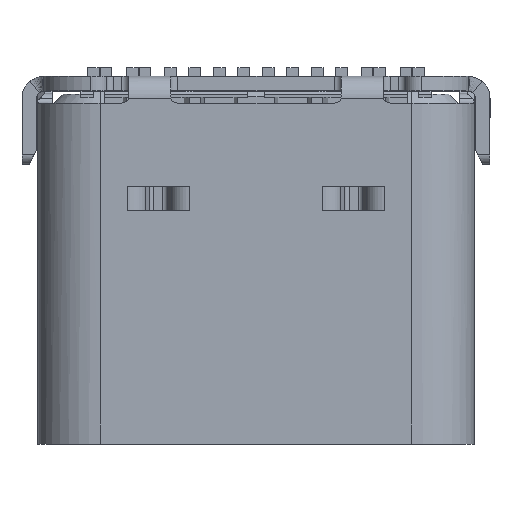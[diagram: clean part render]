
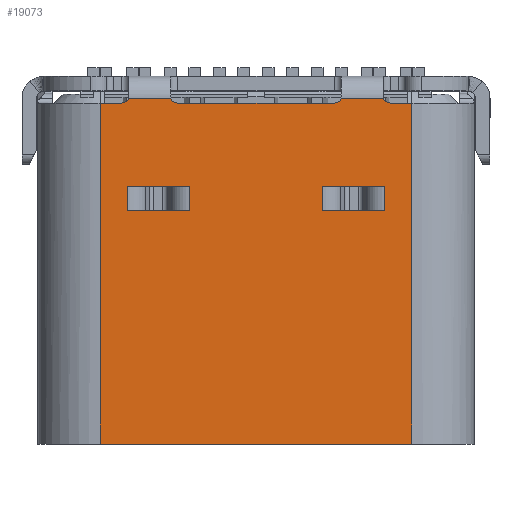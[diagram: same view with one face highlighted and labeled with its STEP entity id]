
A CAD part, top view. The second image highlights one B-rep face of the part: STEP entity #19073.
In plain terms, the highlighted planar face has unit normal (0, 0, 1).
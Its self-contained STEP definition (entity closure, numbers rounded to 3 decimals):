
#445=CIRCLE('',#20499,0.15);
#447=CIRCLE('',#20502,0.15);
#588=CIRCLE('',#20685,0.15);
#589=CIRCLE('',#20686,0.15);
#4834=ORIENTED_EDGE('',*,*,#8769,.F.);
#4835=ORIENTED_EDGE('',*,*,#8770,.F.);
#4836=ORIENTED_EDGE('',*,*,#8771,.F.);
#4837=ORIENTED_EDGE('',*,*,#8582,.F.);
#4838=ORIENTED_EDGE('',*,*,#8772,.F.);
#4839=ORIENTED_EDGE('',*,*,#8773,.F.);
#4840=ORIENTED_EDGE('',*,*,#8774,.T.);
#4841=ORIENTED_EDGE('',*,*,#8585,.F.);
#4842=ORIENTED_EDGE('',*,*,#8513,.F.);
#4843=ORIENTED_EDGE('',*,*,#8775,.F.);
#4844=ORIENTED_EDGE('',*,*,#8776,.F.);
#4845=ORIENTED_EDGE('',*,*,#8777,.F.);
#4846=ORIENTED_EDGE('',*,*,#8516,.F.);
#4847=ORIENTED_EDGE('',*,*,#8778,.F.);
#4848=ORIENTED_EDGE('',*,*,#8779,.F.);
#4849=ORIENTED_EDGE('',*,*,#8780,.T.);
#4850=ORIENTED_EDGE('',*,*,#8781,.F.);
#4851=ORIENTED_EDGE('',*,*,#8782,.T.);
#4852=ORIENTED_EDGE('',*,*,#8525,.F.);
#4853=ORIENTED_EDGE('',*,*,#8767,.T.);
#4854=ORIENTED_EDGE('',*,*,#8717,.T.);
#4855=ORIENTED_EDGE('',*,*,#8783,.F.);
#4856=ORIENTED_EDGE('',*,*,#8703,.F.);
#4857=ORIENTED_EDGE('',*,*,#8375,.T.);
#4858=ORIENTED_EDGE('',*,*,#8784,.F.);
#4859=ORIENTED_EDGE('',*,*,#8785,.T.);
#4860=ORIENTED_EDGE('',*,*,#8706,.F.);
#4861=ORIENTED_EDGE('',*,*,#8379,.T.);
#8375=EDGE_CURVE('',#10627,#10626,#445,.T.);
#8379=EDGE_CURVE('',#10631,#10630,#447,.T.);
#8513=EDGE_CURVE('',#10756,#10755,#12870,.T.);
#8516=EDGE_CURVE('',#10758,#10757,#12873,.T.);
#8525=EDGE_CURVE('',#10766,#10767,#12878,.F.);
#8582=EDGE_CURVE('',#10815,#10814,#12915,.T.);
#8585=EDGE_CURVE('',#10817,#10816,#12918,.T.);
#8703=EDGE_CURVE('',#10627,#10914,#12980,.F.);
#8706=EDGE_CURVE('',#10631,#10915,#12982,.F.);
#8717=EDGE_CURVE('',#10925,#10924,#12988,.F.);
#8767=EDGE_CURVE('',#10766,#10925,#13012,.T.);
#8769=EDGE_CURVE('',#10967,#10817,#13013,.T.);
#8770=EDGE_CURVE('',#10968,#10967,#13014,.T.);
#8771=EDGE_CURVE('',#10814,#10968,#13015,.T.);
#8772=EDGE_CURVE('',#10969,#10815,#13016,.T.);
#8773=EDGE_CURVE('',#10970,#10969,#13017,.T.);
#8774=EDGE_CURVE('',#10970,#10816,#13018,.T.);
#8775=EDGE_CURVE('',#10971,#10756,#13019,.T.);
#8776=EDGE_CURVE('',#10972,#10971,#13020,.T.);
#8777=EDGE_CURVE('',#10757,#10972,#13021,.T.);
#8778=EDGE_CURVE('',#10973,#10758,#13022,.T.);
#8779=EDGE_CURVE('',#10974,#10973,#13023,.T.);
#8780=EDGE_CURVE('',#10974,#10755,#13024,.T.);
#8781=EDGE_CURVE('',#10975,#10630,#13025,.T.);
#8782=EDGE_CURVE('',#10975,#10767,#588,.T.);
#8783=EDGE_CURVE('',#10914,#10924,#13026,.F.);
#8784=EDGE_CURVE('',#10976,#10626,#13027,.T.);
#8785=EDGE_CURVE('',#10976,#10915,#589,.T.);
#10626=VERTEX_POINT('',#30123);
#10627=VERTEX_POINT('',#30125);
#10630=VERTEX_POINT('',#30132);
#10631=VERTEX_POINT('',#30134);
#10755=VERTEX_POINT('',#30397);
#10756=VERTEX_POINT('',#30399);
#10757=VERTEX_POINT('',#30403);
#10758=VERTEX_POINT('',#30405);
#10766=VERTEX_POINT('',#30424);
#10767=VERTEX_POINT('',#30426);
#10814=VERTEX_POINT('',#30533);
#10815=VERTEX_POINT('',#30535);
#10816=VERTEX_POINT('',#30539);
#10817=VERTEX_POINT('',#30541);
#10914=VERTEX_POINT('',#30781);
#10915=VERTEX_POINT('',#30785);
#10924=VERTEX_POINT('',#30806);
#10925=VERTEX_POINT('',#30808);
#10967=VERTEX_POINT('',#30917);
#10968=VERTEX_POINT('',#30919);
#10969=VERTEX_POINT('',#30922);
#10970=VERTEX_POINT('',#30924);
#10971=VERTEX_POINT('',#30927);
#10972=VERTEX_POINT('',#30929);
#10973=VERTEX_POINT('',#30932);
#10974=VERTEX_POINT('',#30934);
#10975=VERTEX_POINT('',#30937);
#10976=VERTEX_POINT('',#30941);
#12870=LINE('',#30400,#15059);
#12873=LINE('',#30406,#15062);
#12878=LINE('',#30425,#15067);
#12915=LINE('',#30536,#15104);
#12918=LINE('',#30542,#15107);
#12980=LINE('',#30780,#15169);
#12982=LINE('',#30786,#15171);
#12988=LINE('',#30807,#15177);
#13012=LINE('',#30910,#15201);
#13013=LINE('',#30916,#15202);
#13014=LINE('',#30918,#15203);
#13015=LINE('',#30920,#15204);
#13016=LINE('',#30921,#15205);
#13017=LINE('',#30923,#15206);
#13018=LINE('',#30925,#15207);
#13019=LINE('',#30926,#15208);
#13020=LINE('',#30928,#15209);
#13021=LINE('',#30930,#15210);
#13022=LINE('',#30931,#15211);
#13023=LINE('',#30933,#15212);
#13024=LINE('',#30935,#15213);
#13025=LINE('',#30936,#15214);
#13026=LINE('',#30939,#15215);
#13027=LINE('',#30940,#15216);
#15059=VECTOR('',#24616,1000.);
#15062=VECTOR('',#24621,1000.);
#15067=VECTOR('',#24638,1000.);
#15104=VECTOR('',#24725,1000.);
#15107=VECTOR('',#24730,1000.);
#15169=VECTOR('',#24920,1000.);
#15171=VECTOR('',#24926,1000.);
#15177=VECTOR('',#24944,1000.);
#15201=VECTOR('',#25026,1000.);
#15202=VECTOR('',#25029,1000.);
#15203=VECTOR('',#25030,1000.);
#15204=VECTOR('',#25031,1000.);
#15205=VECTOR('',#25032,1000.);
#15206=VECTOR('',#25033,1000.);
#15207=VECTOR('',#25034,1000.);
#15208=VECTOR('',#25035,1000.);
#15209=VECTOR('',#25036,1000.);
#15210=VECTOR('',#25037,1000.);
#15211=VECTOR('',#25038,1000.);
#15212=VECTOR('',#25039,1000.);
#15213=VECTOR('',#25040,1000.);
#15214=VECTOR('',#25041,1000.);
#15215=VECTOR('',#25044,1000.);
#15216=VECTOR('',#25045,1000.);
#16326=EDGE_LOOP('',(#4834,#4835,#4836,#4837,#4838,#4839,#4840,#4841));
#16327=EDGE_LOOP('',(#4842,#4843,#4844,#4845,#4846,#4847,#4848,#4849));
#16328=EDGE_LOOP('',(#4850,#4851,#4852,#4853,#4854,#4855,#4856,#4857,#4858,
#4859,#4860,#4861));
#17357=FACE_BOUND('',#16326,.T.);
#17358=FACE_BOUND('',#16327,.T.);
#17359=FACE_BOUND('',#16328,.T.);
#18260=PLANE('',#20684);
#19073=ADVANCED_FACE('',(#17357,#17358,#17359),#18260,.F.);
#20499=AXIS2_PLACEMENT_3D('',#30124,#24419,#24420);
#20502=AXIS2_PLACEMENT_3D('',#30133,#24427,#24428);
#20684=AXIS2_PLACEMENT_3D('',#30915,#25027,#25028);
#20685=AXIS2_PLACEMENT_3D('',#30938,#25042,#25043);
#20686=AXIS2_PLACEMENT_3D('',#30942,#25046,#25047);
#24419=DIRECTION('',(0.,0.,-1.));
#24420=DIRECTION('',(1.,0.,0.));
#24427=DIRECTION('',(0.,0.,-1.));
#24428=DIRECTION('',(1.,0.,0.));
#24616=DIRECTION('',(0.,1.,0.));
#24621=DIRECTION('',(0.,-1.,0.));
#24638=DIRECTION('',(-1.,0.,0.));
#24725=DIRECTION('',(0.,-1.,0.));
#24730=DIRECTION('',(0.,1.,0.));
#24920=DIRECTION('',(-1.,0.,0.));
#24926=DIRECTION('',(-1.,0.,0.));
#24944=DIRECTION('',(-1.,0.,0.));
#25026=DIRECTION('',(0.,-1.,0.));
#25027=DIRECTION('',(0.,0.,-1.));
#25028=DIRECTION('',(-1.,0.,0.));
#25029=DIRECTION('',(1.,0.,0.));
#25030=DIRECTION('',(0.,-1.,0.));
#25031=DIRECTION('',(0.,-1.,0.));
#25032=DIRECTION('',(-1.,0.,0.));
#25033=DIRECTION('',(0.,1.,0.));
#25034=DIRECTION('',(0.,-1.,0.));
#25035=DIRECTION('',(1.,0.,0.));
#25036=DIRECTION('',(0.,-1.,0.));
#25037=DIRECTION('',(0.,-1.,0.));
#25038=DIRECTION('',(-1.,0.,0.));
#25039=DIRECTION('',(0.,1.,0.));
#25040=DIRECTION('',(0.,-1.,0.));
#25041=DIRECTION('',(1.,0.,0.));
#25042=DIRECTION('',(0.,0.,-1.));
#25043=DIRECTION('',(-1.,0.,0.));
#25044=DIRECTION('',(0.,1.,0.));
#25045=DIRECTION('',(1.,0.,0.));
#25046=DIRECTION('',(0.,0.,-1.));
#25047=DIRECTION('',(1.,0.,0.));
#30123=CARTESIAN_POINT('',(2.609,3.59,1.58));
#30124=CARTESIAN_POINT('',(2.75,3.64,1.58));
#30125=CARTESIAN_POINT('',(2.75,3.49,1.58));
#30132=CARTESIAN_POINT('',(-1.741,3.59,1.58));
#30133=CARTESIAN_POINT('',(-1.6,3.64,1.58));
#30134=CARTESIAN_POINT('',(-1.6,3.49,1.58));
#30397=CARTESIAN_POINT('',(-1.36,1.292,1.58));
#30399=CARTESIAN_POINT('',(-1.36,1.29,1.58));
#30400=CARTESIAN_POINT('',(-1.36,1.29,1.58));
#30403=CARTESIAN_POINT('',(-2.64,1.788,1.58));
#30405=CARTESIAN_POINT('',(-2.64,1.79,1.58));
#30406=CARTESIAN_POINT('',(-2.64,1.79,1.58));
#30424=CARTESIAN_POINT('',(-3.19,3.49,1.58));
#30425=CARTESIAN_POINT('',(3.19,3.49,1.58));
#30426=CARTESIAN_POINT('',(-2.75,3.49,1.58));
#30533=CARTESIAN_POINT('',(1.36,1.788,1.58));
#30535=CARTESIAN_POINT('',(1.36,1.79,1.58));
#30536=CARTESIAN_POINT('',(1.36,1.79,1.58));
#30539=CARTESIAN_POINT('',(2.64,1.292,1.58));
#30541=CARTESIAN_POINT('',(2.64,1.29,1.58));
#30542=CARTESIAN_POINT('',(2.64,1.29,1.58));
#30780=CARTESIAN_POINT('',(3.19,3.49,1.58));
#30781=CARTESIAN_POINT('',(3.19,3.49,1.58));
#30785=CARTESIAN_POINT('',(1.6,3.49,1.58));
#30786=CARTESIAN_POINT('',(3.19,3.49,1.58));
#30806=CARTESIAN_POINT('',(3.19,-3.49,1.58));
#30807=CARTESIAN_POINT('',(3.19,-3.49,1.58));
#30808=CARTESIAN_POINT('',(-3.19,-3.49,1.58));
#30910=CARTESIAN_POINT('',(-3.19,3.49,1.58));
#30915=CARTESIAN_POINT('',(3.19,3.49,1.58));
#30916=CARTESIAN_POINT('',(1.36,1.29,1.58));
#30917=CARTESIAN_POINT('',(1.36,1.29,1.58));
#30918=CARTESIAN_POINT('',(1.36,1.79,1.58));
#30919=CARTESIAN_POINT('',(1.36,1.292,1.58));
#30920=CARTESIAN_POINT('',(1.36,1.788,1.58));
#30921=CARTESIAN_POINT('',(2.64,1.79,1.58));
#30922=CARTESIAN_POINT('',(2.64,1.79,1.58));
#30923=CARTESIAN_POINT('',(2.64,1.29,1.58));
#30924=CARTESIAN_POINT('',(2.64,1.788,1.58));
#30925=CARTESIAN_POINT('',(2.64,1.788,1.58));
#30926=CARTESIAN_POINT('',(-2.64,1.29,1.58));
#30927=CARTESIAN_POINT('',(-2.64,1.29,1.58));
#30928=CARTESIAN_POINT('',(-2.64,1.79,1.58));
#30929=CARTESIAN_POINT('',(-2.64,1.292,1.58));
#30930=CARTESIAN_POINT('',(-2.64,1.788,1.58));
#30931=CARTESIAN_POINT('',(-1.36,1.79,1.58));
#30932=CARTESIAN_POINT('',(-1.36,1.79,1.58));
#30933=CARTESIAN_POINT('',(-1.36,1.29,1.58));
#30934=CARTESIAN_POINT('',(-1.36,1.788,1.58));
#30935=CARTESIAN_POINT('',(-1.36,1.788,1.58));
#30936=CARTESIAN_POINT('',(-2.609,3.59,1.58));
#30937=CARTESIAN_POINT('',(-2.609,3.59,1.58));
#30938=CARTESIAN_POINT('',(-2.75,3.64,1.58));
#30939=CARTESIAN_POINT('',(3.19,3.49,1.58));
#30940=CARTESIAN_POINT('',(-2.609,3.59,1.58));
#30941=CARTESIAN_POINT('',(1.741,3.59,1.58));
#30942=CARTESIAN_POINT('',(1.6,3.64,1.58));
